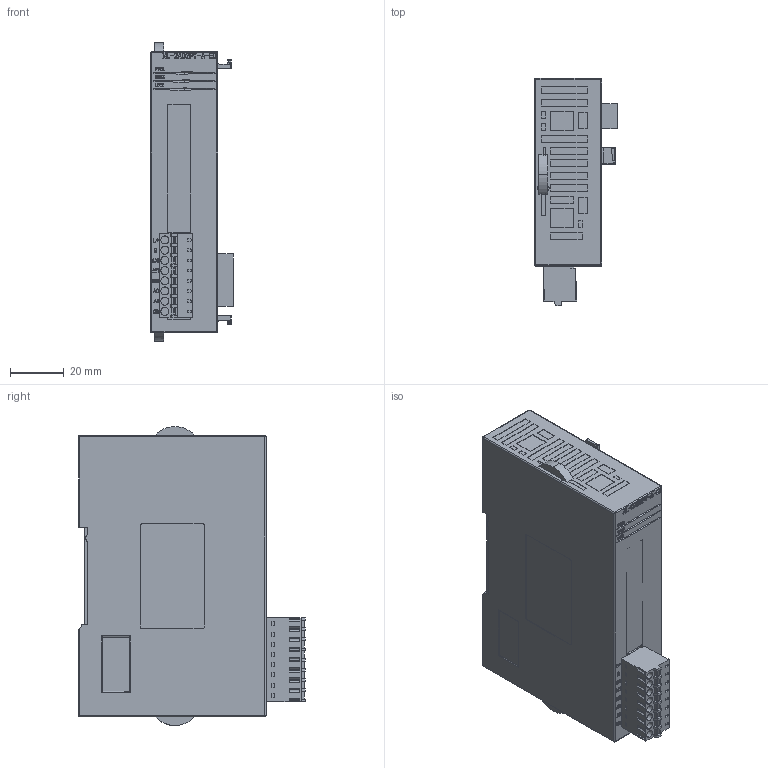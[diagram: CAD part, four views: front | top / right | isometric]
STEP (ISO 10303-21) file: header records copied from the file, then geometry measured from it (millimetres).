
FILE_DESCRIPTION(/* description */ (''),/* implementation_level */ '2;1');
FILE_NAME(/* name */ 'XL-2AD~3',/* time_stamp */ '2022-08-08T14:43:10+08:00',/* author */ (''),/* organization */ (''),/* preprocessor_version */ 'ST-DEVELOPER v16.5',/* originating_system */ '',/* authorisation */ '');
FILE_SCHEMA (('CONFIG_CONTROL_DESIGN'));
Length unit declared in the file: millimetre
Products named in the file (1): Document
Bounding box: 30.8 x 84.71 x 111.69 mm (x, y, z)
Volume: 185739.9 mm3; surface area: 29156 mm2
Topology: 1 solids, 1 shells, 1229 faces, 3231 edges, 2132 vertices
Faces by surface type: plane 957, bspline 168, cylinder 104
Entity records: 37676 total; most frequent: CARTESIAN_POINT 15425, ORIENTED_EDGE 6460, EDGE_CURVE 3230, B_SPLINE_CURVE_WITH_KNOTS 3007, VERTEX_POINT 2132, EDGE_LOOP 1388, ADVANCED_FACE 1229, FACE_OUTER_BOUND 1229
